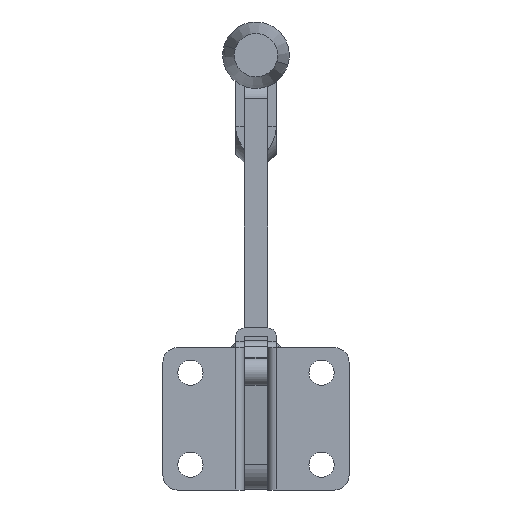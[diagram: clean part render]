
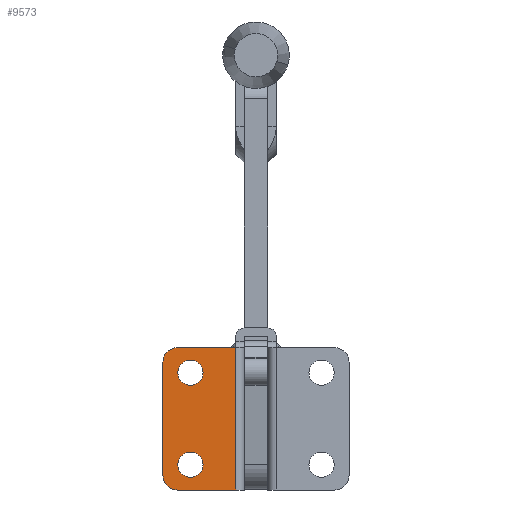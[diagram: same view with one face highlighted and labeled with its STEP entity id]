
A CAD part, front view. The second image highlights one B-rep face of the part: STEP entity #9573.
In plain terms, the highlighted planar face has unit normal (0, -1, 0).
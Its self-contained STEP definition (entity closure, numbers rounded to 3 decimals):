
#1274 = CARTESIAN_POINT ( 'NONE',  ( -27.15, 0., 0. ) ) ;
#1326 = CARTESIAN_POINT ( 'NONE',  ( -7., 0., 0. ) ) ;
#1352 = DIRECTION ( 'NONE',  ( 1., 0., 0. ) ) ;
#1353 = VECTOR ( 'NONE', #1352, 1000. ) ;
#1354 = CARTESIAN_POINT ( 'NONE',  ( -4., 0., 0. ) ) ;
#1364 = LINE ( 'NONE', #1354, #1353 ) ;
#8174 = CARTESIAN_POINT ( 'NONE',  ( -22.65, 0., 44.85 ) ) ;
#8178 = DIRECTION ( 'NONE',  ( 0., 0., -1. ) ) ;
#8179 = DIRECTION ( 'NONE',  ( 0., -1., 0. ) ) ;
#8180 = CARTESIAN_POINT ( 'NONE',  ( -22.65, 0., 8.7 ) ) ;
#8181 = AXIS2_PLACEMENT_3D ( 'NONE', #8180, #8179, #8178 ) ;
#8182 = CIRCLE ( 'NONE', #8181, 4.35 ) ;
#8185 = CARTESIAN_POINT ( 'NONE',  ( -22.65, 0., 13.05 ) ) ;
#9162 = EDGE_CURVE ( 'NONE', #9167, #9205, #8182, .T. ) ;
#9167 = VERTEX_POINT ( 'NONE', #8185 ) ;
#9174 = VERTEX_POINT ( 'NONE', #8174 ) ;
#9205 = VERTEX_POINT ( 'NONE', #13678 ) ;
#9209 = VERTEX_POINT ( 'NONE', #13672 ) ;
#9227 = EDGE_CURVE ( 'NONE', #9174, #9209, #13802, .T. ) ;
#9522 = ORIENTED_EDGE ( 'NONE', *, *, #40131, .T. ) ;
#9568 = ORIENTED_EDGE ( 'NONE', *, *, #9619, .T. ) ;
#9569 = ORIENTED_EDGE ( 'NONE', *, *, #9670, .F. ) ;
#9573 = ADVANCED_FACE ( 'NONE', ( #40365, #40350, #40375 ), #40372, .F. ) ;
#9575 = VERTEX_POINT ( 'NONE', #40371 ) ;
#9604 = VERTEX_POINT ( 'NONE', #40543 ) ;
#9606 = ORIENTED_EDGE ( 'NONE', *, *, #9697, .T. ) ;
#9619 = EDGE_CURVE ( 'NONE', #9575, #9691, #40570, .T. ) ;
#9620 = ORIENTED_EDGE ( 'NONE', *, *, #9162, .F. ) ;
#9622 = ORIENTED_EDGE ( 'NONE', *, *, #9682, .T. ) ;
#9629 = EDGE_CURVE ( 'NONE', #9604, #9710, #14673, .T. ) ;
#9644 = EDGE_LOOP ( 'NONE', ( #9688, #9708 ) ) ;
#9647 = EDGE_LOOP ( 'NONE', ( #9686, #9606, #9568, #9703, #9522, #9622 ) ) ;
#9670 = EDGE_CURVE ( 'NONE', #9205, #9167, #14715, .T. ) ;
#9675 = EDGE_LOOP ( 'NONE', ( #9569, #9620 ) ) ;
#9682 = EDGE_CURVE ( 'NONE', #40114, #9710, #14767, .T. ) ;
#9683 = EDGE_CURVE ( 'NONE', #9209, #9174, #14766, .T. ) ;
#9686 = ORIENTED_EDGE ( 'NONE', *, *, #9629, .F. ) ;
#9688 = ORIENTED_EDGE ( 'NONE', *, *, #9683, .F. ) ;
#9691 = VERTEX_POINT ( 'NONE', #14825 ) ;
#9694 = EDGE_CURVE ( 'NONE', #9691, #40108, #14782, .T. ) ;
#9697 = EDGE_CURVE ( 'NONE', #9604, #9575, #14810, .T. ) ;
#9703 = ORIENTED_EDGE ( 'NONE', *, *, #9694, .T. ) ;
#9708 = ORIENTED_EDGE ( 'NONE', *, *, #9227, .F. ) ;
#9710 = VERTEX_POINT ( 'NONE', #14848 ) ;
#13672 = CARTESIAN_POINT ( 'NONE',  ( -22.65, 0., 36.15 ) ) ;
#13678 = CARTESIAN_POINT ( 'NONE',  ( -22.65, 0., 4.35 ) ) ;
#13756 = AXIS2_PLACEMENT_3D ( 'NONE', #13797, #13796, #13795 ) ;
#13795 = DIRECTION ( 'NONE',  ( 0., 0., -1. ) ) ;
#13796 = DIRECTION ( 'NONE',  ( 0., -1., 0. ) ) ;
#13797 = CARTESIAN_POINT ( 'NONE',  ( -22.65, 0., 40.5 ) ) ;
#13802 = CIRCLE ( 'NONE', #13756, 4.35 ) ;
#14670 = DIRECTION ( 'NONE',  ( 1., 0., 0. ) ) ;
#14671 = VECTOR ( 'NONE', #14670, 1000. ) ;
#14672 = CARTESIAN_POINT ( 'NONE',  ( -32.15, 0., 49.2 ) ) ;
#14673 = LINE ( 'NONE', #14672, #14671 ) ;
#14712 = AXIS2_PLACEMENT_3D ( 'NONE', #14757, #14827, #14826 ) ;
#14715 = CIRCLE ( 'NONE', #14750, 4.35 ) ;
#14747 = DIRECTION ( 'NONE',  ( 0., 0., -1. ) ) ;
#14748 = DIRECTION ( 'NONE',  ( 0., -1., 0. ) ) ;
#14749 = CARTESIAN_POINT ( 'NONE',  ( -22.65, 0., 8.7 ) ) ;
#14750 = AXIS2_PLACEMENT_3D ( 'NONE', #14749, #14748, #14747 ) ;
#14757 = CARTESIAN_POINT ( 'NONE',  ( -22.65, 0., 40.5 ) ) ;
#14762 = CARTESIAN_POINT ( 'NONE',  ( -27.15, 0., 5. ) ) ;
#14763 = DIRECTION ( 'NONE',  ( 0., 0., 1. ) ) ;
#14764 = VECTOR ( 'NONE', #14763, 1000. ) ;
#14765 = CARTESIAN_POINT ( 'NONE',  ( -7., 0., 56. ) ) ;
#14766 = CIRCLE ( 'NONE', #14712, 4.35 ) ;
#14767 = LINE ( 'NONE', #14765, #14764 ) ;
#14768 = AXIS2_PLACEMENT_3D ( 'NONE', #14762, #14809, #14808 ) ;
#14782 = CIRCLE ( 'NONE', #14768, 5. ) ;
#14799 = DIRECTION ( 'NONE',  ( -1., 0., 0. ) ) ;
#14800 = DIRECTION ( 'NONE',  ( 0., -1., 0. ) ) ;
#14801 = CARTESIAN_POINT ( 'NONE',  ( -27.15, 0., 44.2 ) ) ;
#14802 = AXIS2_PLACEMENT_3D ( 'NONE', #14801, #14800, #14799 ) ;
#14808 = DIRECTION ( 'NONE',  ( -1., 0., 0. ) ) ;
#14809 = DIRECTION ( 'NONE',  ( 0., -1., 0. ) ) ;
#14810 = CIRCLE ( 'NONE', #14802, 5. ) ;
#14825 = CARTESIAN_POINT ( 'NONE',  ( -32.15, 0., 5. ) ) ;
#14826 = DIRECTION ( 'NONE',  ( 0., 0., -1. ) ) ;
#14827 = DIRECTION ( 'NONE',  ( 0., -1., 0. ) ) ;
#14848 = CARTESIAN_POINT ( 'NONE',  ( -7., 0., 49.2 ) ) ;
#40108 = VERTEX_POINT ( 'NONE', #1274 ) ;
#40114 = VERTEX_POINT ( 'NONE', #1326 ) ;
#40131 = EDGE_CURVE ( 'NONE', #40108, #40114, #1364, .T. ) ;
#40350 = FACE_BOUND ( 'NONE', #9644, .T. ) ;
#40362 = AXIS2_PLACEMENT_3D ( 'NONE', #40369, #40368, #40367 ) ;
#40365 = FACE_BOUND ( 'NONE', #9675, .T. ) ;
#40367 = DIRECTION ( 'NONE',  ( -1., 0., 0. ) ) ;
#40368 = DIRECTION ( 'NONE',  ( 0., 1., 0. ) ) ;
#40369 = CARTESIAN_POINT ( 'NONE',  ( -4., 0., 56. ) ) ;
#40371 = CARTESIAN_POINT ( 'NONE',  ( -32.15, 0., 44.2 ) ) ;
#40372 = PLANE ( 'NONE',  #40362 ) ;
#40375 = FACE_OUTER_BOUND ( 'NONE', #9647, .T. ) ;
#40543 = CARTESIAN_POINT ( 'NONE',  ( -27.15, 0., 49.2 ) ) ;
#40563 = DIRECTION ( 'NONE',  ( 0., 0., -1. ) ) ;
#40564 = VECTOR ( 'NONE', #40563, 1000. ) ;
#40565 = CARTESIAN_POINT ( 'NONE',  ( -32.15, 0., 56. ) ) ;
#40570 = LINE ( 'NONE', #40565, #40564 ) ;
